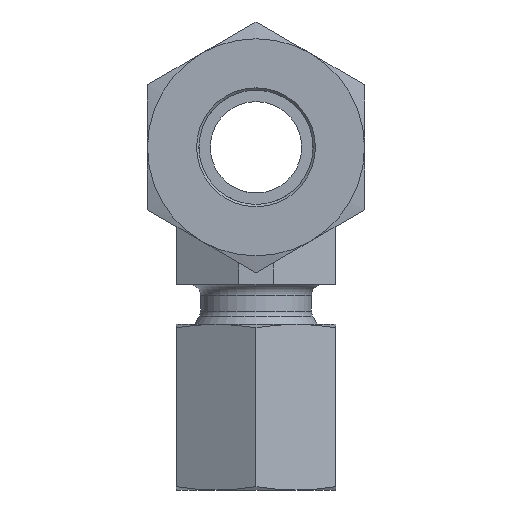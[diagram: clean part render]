
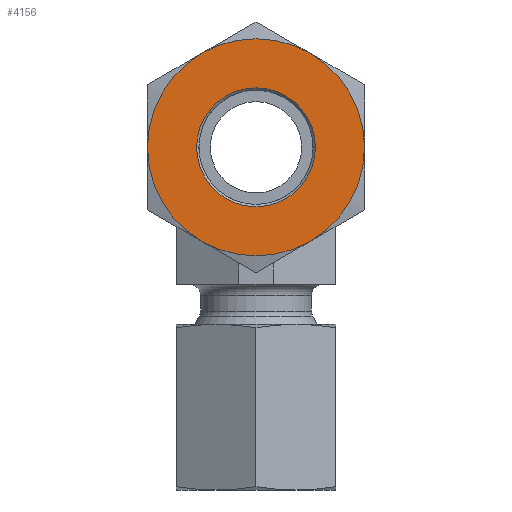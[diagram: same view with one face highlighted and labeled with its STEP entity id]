
A CAD part, front view. The second image highlights one B-rep face of the part: STEP entity #4156.
In plain terms, the highlighted face is planar.
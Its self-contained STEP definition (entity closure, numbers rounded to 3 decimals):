
#4060=CARTESIAN_POINT('',(5.2,0.,15.5));
#4061=VERTEX_POINT('',#4060);
#4062=CARTESIAN_POINT('',(0.0,0.0,15.5));
#4063=DIRECTION('',(0.0,0.0,1.0));
#4064=DIRECTION('',(-1.0,0.0,0.0));
#4065=AXIS2_PLACEMENT_3D('',#4062,#4063,#4064);
#4066=CIRCLE('',#4065,5.2);
#4067=EDGE_CURVE('',#4061,#4061,#4066,.T.);
#4092=CARTESIAN_POINT('',(0.,0.,15.5));
#4093=DIRECTION('',(0.0,0.0,1.0));
#4094=DIRECTION('',(1.0,0.0,0.0));
#4095=AXIS2_PLACEMENT_3D('',#4092,#4093,#4094);
#4096=PLANE('',#4095);
#4097=CARTESIAN_POINT('',(-4.75,-8.227,15.5));
#4098=VERTEX_POINT('',#4097);
#4099=CARTESIAN_POINT('',(4.75,-8.227,15.5));
#4100=VERTEX_POINT('',#4099);
#4101=CARTESIAN_POINT('',(0.0,0.0,15.5));
#4102=DIRECTION('',(0.0,0.0,1.0));
#4103=DIRECTION('',(-0.5,-0.866,0.0));
#4104=AXIS2_PLACEMENT_3D('',#4101,#4102,#4103);
#4105=CIRCLE('',#4104,9.5);
#4106=EDGE_CURVE('',#4098,#4100,#4105,.T.);
#4107=ORIENTED_EDGE('',*,*,#4106,.T.);
#4108=CARTESIAN_POINT('',(9.5,0.,15.5));
#4109=VERTEX_POINT('',#4108);
#4110=CARTESIAN_POINT('',(0.0,0.0,15.5));
#4111=DIRECTION('',(0.0,0.0,1.0));
#4112=DIRECTION('',(-0.5,-0.866,0.0));
#4113=AXIS2_PLACEMENT_3D('',#4110,#4111,#4112);
#4114=CIRCLE('',#4113,9.5);
#4115=EDGE_CURVE('',#4100,#4109,#4114,.T.);
#4116=ORIENTED_EDGE('',*,*,#4115,.T.);
#4117=CARTESIAN_POINT('',(4.75,8.227,15.5));
#4118=VERTEX_POINT('',#4117);
#4119=CARTESIAN_POINT('',(0.0,0.0,15.5));
#4120=DIRECTION('',(0.0,0.0,1.0));
#4121=DIRECTION('',(-0.5,-0.866,0.0));
#4122=AXIS2_PLACEMENT_3D('',#4119,#4120,#4121);
#4123=CIRCLE('',#4122,9.5);
#4124=EDGE_CURVE('',#4109,#4118,#4123,.T.);
#4125=ORIENTED_EDGE('',*,*,#4124,.T.);
#4126=CARTESIAN_POINT('',(-4.75,8.227,15.5));
#4127=VERTEX_POINT('',#4126);
#4128=CARTESIAN_POINT('',(0.0,0.0,15.5));
#4129=DIRECTION('',(0.0,0.0,1.0));
#4130=DIRECTION('',(-0.5,-0.866,0.0));
#4131=AXIS2_PLACEMENT_3D('',#4128,#4129,#4130);
#4132=CIRCLE('',#4131,9.5);
#4133=EDGE_CURVE('',#4118,#4127,#4132,.T.);
#4134=ORIENTED_EDGE('',*,*,#4133,.T.);
#4135=CARTESIAN_POINT('',(-9.5,0.0,15.5));
#4136=VERTEX_POINT('',#4135);
#4137=CARTESIAN_POINT('',(0.0,0.0,15.5));
#4138=DIRECTION('',(0.0,0.0,1.0));
#4139=DIRECTION('',(-0.5,-0.866,0.0));
#4140=AXIS2_PLACEMENT_3D('',#4137,#4138,#4139);
#4141=CIRCLE('',#4140,9.5);
#4142=EDGE_CURVE('',#4127,#4136,#4141,.T.);
#4143=ORIENTED_EDGE('',*,*,#4142,.T.);
#4144=CARTESIAN_POINT('',(0.0,0.0,15.5));
#4145=DIRECTION('',(0.0,0.0,1.0));
#4146=DIRECTION('',(-0.5,-0.866,0.0));
#4147=AXIS2_PLACEMENT_3D('',#4144,#4145,#4146);
#4148=CIRCLE('',#4147,9.5);
#4149=EDGE_CURVE('',#4136,#4098,#4148,.T.);
#4150=ORIENTED_EDGE('',*,*,#4149,.T.);
#4151=EDGE_LOOP('',(#4107,#4116,#4125,#4134,#4143,#4150));
#4152=FACE_OUTER_BOUND('',#4151,.T.);
#4153=ORIENTED_EDGE('',*,*,#4067,.F.);
#4154=EDGE_LOOP('',(#4153));
#4155=FACE_BOUND('',#4154,.T.);
#4156=ADVANCED_FACE('',(#4152,#4155),#4096,.T.);
